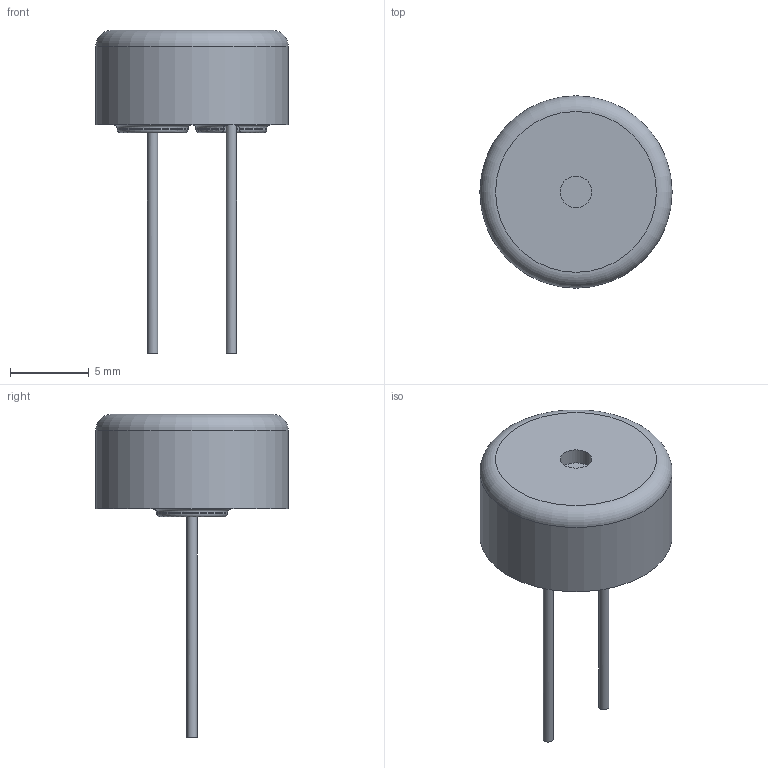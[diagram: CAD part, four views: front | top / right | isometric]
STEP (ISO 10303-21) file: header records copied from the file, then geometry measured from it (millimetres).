
FILE_DESCRIPTION(('FreeCAD Model'),'2;1');
FILE_NAME('Buzzer_TDK_PS1240P02BT.step','2018-10-04T19:25:48',('kicad StepUp' ),('ksu MCAD'),'Open CASCADE STEP processor 7.2','FreeCAD','Unknown' );
FILE_SCHEMA(('AUTOMOTIVE_DESIGN { 1 0 10303 214 1 1 1 1 }'));
Length unit declared in the file: millimetre
Products named in the file (1): Buzzer_TDK_PS1240P02BT
Bounding box: 12.2 x 12.2 x 20.5 mm (x, y, z)
Volume: 713.5 mm3; surface area: 523.1 mm2
Topology: 1 solids, 1 shells, 42 faces, 102 edges, 65 vertices
Faces by surface type: cylinder 22, plane 15, torus 5
Full cylindrical faces by diameter (mm): 0.65 x2, 2 x1, 12.2 x1
Entity records: 1716 total; most frequent: CARTESIAN_POINT 442, ORIENTED_EDGE 204, DIRECTION 194, EDGE_CURVE 102, AXIS2_PLACEMENT_3D 73, VERTEX_POINT 65, LINE 48, VECTOR 48
